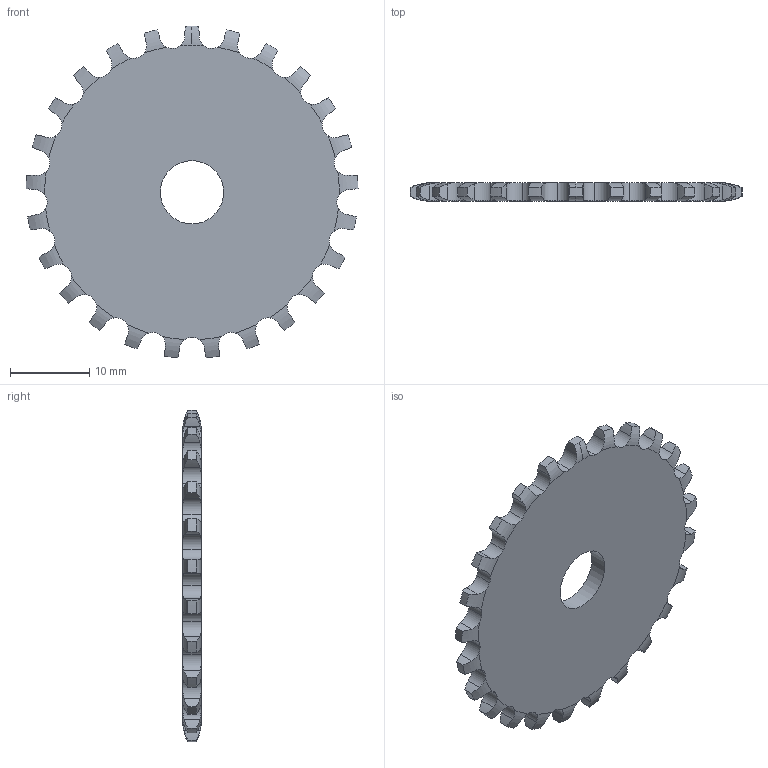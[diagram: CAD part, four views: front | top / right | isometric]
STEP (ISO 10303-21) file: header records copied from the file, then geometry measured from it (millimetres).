
FILE_DESCRIPTION(('FreeCAD Model'),'2;1');
FILE_NAME('Open CASCADE Shape Model','2021-12-27T16:26:17',('FreeCAD'),( 'FreeCAD'),'Open CASCADE STEP processor 7.4','FreeCAD','Unknown');
FILE_SCHEMA(('AUTOMOTIVE_DESIGN { 1 0 10303 214 1 1 1 1 }'));
Length unit declared in the file: millimetre
Products named in the file (1): Open CASCADE STEP translator 7.4 104
Bounding box: 41.99 x 2.3 x 41.92 mm (x, y, z)
Volume: 2596.9 mm3; surface area: 2762.7 mm2
Topology: 1 solids, 1 shells, 180 faces, 584 edges, 406 vertices
Faces by surface type: cylinder 126, revolution 52, plane 2
Full cylindrical faces by diameter (mm): 8 x1
Entity records: 21329 total; most frequent: CARTESIAN_POINT 10809, DIRECTION 1721, ORIENTED_EDGE 1168, PCURVE 1168, DEFINITIONAL_REPRESENTATION 1168, LINE 690, VECTOR 690, B_SPLINE_CURVE_WITH_KNOTS 600
